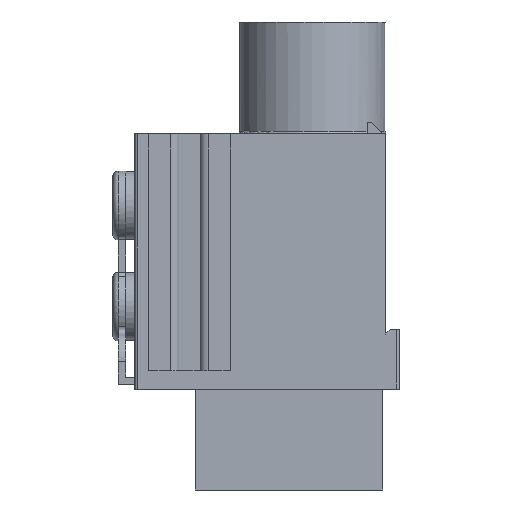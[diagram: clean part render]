
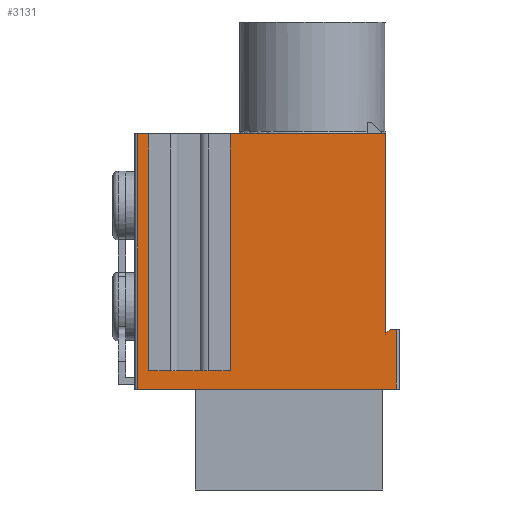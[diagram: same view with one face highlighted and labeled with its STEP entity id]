
A CAD part, left-side view. The second image highlights one B-rep face of the part: STEP entity #3131.
In plain terms, the highlighted planar face has unit normal (-1, 0, 0).
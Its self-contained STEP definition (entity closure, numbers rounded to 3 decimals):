
#33=PLANE('',#3275);
#140=LINE('',#4120,#405);
#159=LINE('',#4169,#424);
#175=LINE('',#4205,#440);
#176=LINE('',#4208,#441);
#177=LINE('',#4209,#442);
#178=LINE('',#4211,#443);
#179=LINE('',#4213,#444);
#180=LINE('',#4215,#445);
#181=LINE('',#4216,#446);
#182=LINE('',#4218,#447);
#183=LINE('',#4220,#448);
#184=LINE('',#4222,#449);
#405=VECTOR('',#3475,1000.);
#424=VECTOR('',#3504,1000.);
#440=VECTOR('',#3526,1000.);
#441=VECTOR('',#3527,1000.);
#442=VECTOR('',#3528,1000.);
#443=VECTOR('',#3529,1000.);
#444=VECTOR('',#3530,1000.);
#445=VECTOR('',#3531,1000.);
#446=VECTOR('',#3532,1000.);
#447=VECTOR('',#3533,1000.);
#448=VECTOR('',#3534,1000.);
#449=VECTOR('',#3535,1000.);
#718=ORIENTED_EDGE('',*,*,#1378,.T.);
#719=ORIENTED_EDGE('',*,*,#1379,.T.);
#720=ORIENTED_EDGE('',*,*,#1336,.F.);
#721=ORIENTED_EDGE('',*,*,#1380,.F.);
#722=ORIENTED_EDGE('',*,*,#1381,.T.);
#723=ORIENTED_EDGE('',*,*,#1382,.T.);
#724=ORIENTED_EDGE('',*,*,#1383,.T.);
#725=ORIENTED_EDGE('',*,*,#1360,.F.);
#726=ORIENTED_EDGE('',*,*,#1384,.F.);
#727=ORIENTED_EDGE('',*,*,#1385,.T.);
#728=ORIENTED_EDGE('',*,*,#1386,.T.);
#729=ORIENTED_EDGE('',*,*,#1387,.T.);
#1336=EDGE_CURVE('',#1666,#1667,#140,.T.);
#1360=EDGE_CURVE('',#1690,#1691,#159,.T.);
#1378=EDGE_CURVE('',#1708,#1709,#175,.T.);
#1379=EDGE_CURVE('',#1709,#1667,#176,.T.);
#1380=EDGE_CURVE('',#1710,#1666,#177,.T.);
#1381=EDGE_CURVE('',#1710,#1711,#178,.T.);
#1382=EDGE_CURVE('',#1711,#1712,#179,.T.);
#1383=EDGE_CURVE('',#1712,#1691,#180,.T.);
#1384=EDGE_CURVE('',#1713,#1690,#181,.T.);
#1385=EDGE_CURVE('',#1713,#1714,#182,.T.);
#1386=EDGE_CURVE('',#1714,#1715,#183,.T.);
#1387=EDGE_CURVE('',#1715,#1708,#184,.T.);
#1666=VERTEX_POINT('',#4121);
#1667=VERTEX_POINT('',#4122);
#1690=VERTEX_POINT('',#4168);
#1691=VERTEX_POINT('',#4170);
#1708=VERTEX_POINT('',#4206);
#1709=VERTEX_POINT('',#4207);
#1710=VERTEX_POINT('',#4210);
#1711=VERTEX_POINT('',#4212);
#1712=VERTEX_POINT('',#4214);
#1713=VERTEX_POINT('',#4217);
#1714=VERTEX_POINT('',#4219);
#1715=VERTEX_POINT('',#4221);
#1932=EDGE_LOOP('',(#718,#719,#720,#721,#722,#723,#724,#725,#726,#727,#728,
#729));
#2079=FACE_BOUND('',#1932,.T.);
#3131=ADVANCED_FACE('',(#2079),#33,.T.);
#3275=AXIS2_PLACEMENT_3D('',#4204,#3524,#3525);
#3475=DIRECTION('',(0.,-1.,0.));
#3504=DIRECTION('',(0.,-1.,0.));
#3524=DIRECTION('',(-1.,0.,0.));
#3525=DIRECTION('',(0.,0.,1.));
#3526=DIRECTION('',(0.,0.707,-0.707));
#3527=DIRECTION('',(0.,0.,1.));
#3528=DIRECTION('',(0.,0.,1.));
#3529=DIRECTION('',(0.,1.,0.));
#3530=DIRECTION('',(0.,1.,0.));
#3531=DIRECTION('',(0.,0.,1.));
#3532=DIRECTION('',(0.,0.,1.));
#3533=DIRECTION('',(0.,-1.,0.));
#3534=DIRECTION('',(0.,0.,1.));
#3535=DIRECTION('',(0.,1.,0.));
#4120=CARTESIAN_POINT('',(-8.875,-0.3,0.));
#4121=CARTESIAN_POINT('',(-8.875,-9.1,0.));
#4122=CARTESIAN_POINT('',(-8.875,-27.32,0.));
#4168=CARTESIAN_POINT('',(-8.875,-0.3,0.));
#4169=CARTESIAN_POINT('',(-8.875,-0.3,0.));
#4170=CARTESIAN_POINT('',(-8.875,-2.6,0.));
#4204=CARTESIAN_POINT('',(-8.875,-0.3,-27.8));
#4205=CARTESIAN_POINT('',(-8.875,-27.82,-21.3));
#4206=CARTESIAN_POINT('',(-8.875,-27.82,-21.3));
#4207=CARTESIAN_POINT('',(-8.875,-27.32,-21.8));
#4208=CARTESIAN_POINT('',(-8.875,-27.32,-21.8));
#4209=CARTESIAN_POINT('',(-8.875,-9.1,-27.8));
#4210=CARTESIAN_POINT('',(-8.875,-9.1,-25.8));
#4211=CARTESIAN_POINT('',(-8.875,-0.3,-25.8));
#4212=CARTESIAN_POINT('',(-8.875,-2.8,-25.8));
#4213=CARTESIAN_POINT('',(-8.875,-0.3,-25.8));
#4214=CARTESIAN_POINT('',(-8.875,-2.6,-25.8));
#4215=CARTESIAN_POINT('',(-8.875,-2.6,-25.8));
#4216=CARTESIAN_POINT('',(-8.875,-0.3,-27.8));
#4217=CARTESIAN_POINT('',(-8.875,-0.3,-27.8));
#4218=CARTESIAN_POINT('',(-8.875,-0.3,-27.8));
#4219=CARTESIAN_POINT('',(-8.875,-28.5,-27.8));
#4220=CARTESIAN_POINT('',(-8.875,-28.5,-27.8));
#4221=CARTESIAN_POINT('',(-8.875,-28.5,-21.3));
#4222=CARTESIAN_POINT('',(-8.875,-28.82,-21.3));
